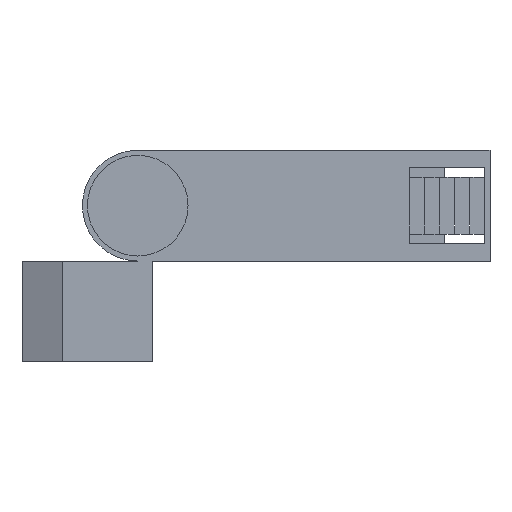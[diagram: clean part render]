
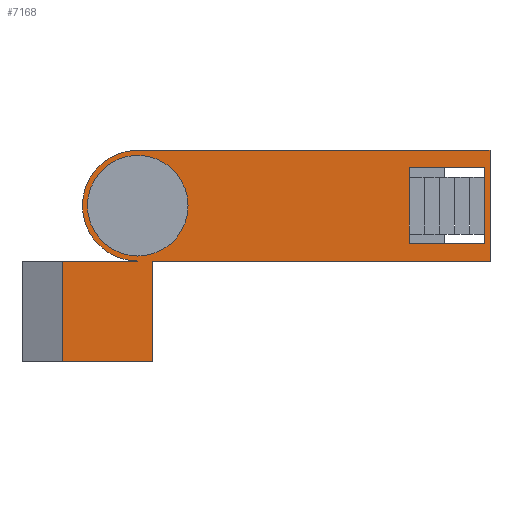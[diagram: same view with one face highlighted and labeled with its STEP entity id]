
A CAD part, front view. The second image highlights one B-rep face of the part: STEP entity #7168.
In plain terms, the highlighted planar face has unit normal (0, -1, 0).
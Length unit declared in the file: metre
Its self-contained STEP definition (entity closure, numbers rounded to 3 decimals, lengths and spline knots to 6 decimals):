
#97 = CARTESIAN_POINT ( 'NONE',  ( 7., 1., 1.1 ) ) ;
#295 = DIRECTION ( 'NONE',  ( 0., 1., 0. ) ) ;
#320 = AXIS2_PLACEMENT_3D ( 'NONE', #8871, #888, #8178 ) ;
#338 = ORIENTED_EDGE ( 'NONE', *, *, #2941, .T. ) ;
#339 = AXIS2_PLACEMENT_3D ( 'NONE', #9920, #3628, #6259 ) ;
#362 = CIRCLE ( 'NONE', #2034, 1. ) ;
#383 = CARTESIAN_POINT ( 'NONE',  ( 0., 1., -1. ) ) ;
#443 = VERTEX_POINT ( 'NONE', #9134 ) ;
#491 = LINE ( 'NONE', #7675, #4772 ) ;
#499 = VECTOR ( 'NONE', #8097, 1. ) ;
#679 = VERTEX_POINT ( 'NONE', #3286 ) ;
#775 = DIRECTION ( 'NONE',  ( 1., 0., 0. ) ) ;
#807 = EDGE_LOOP ( 'NONE', ( #5289, #1215, #9168, #7478 ) ) ;
#871 = EDGE_CURVE ( 'NONE', #6377, #10483, #9877, .T. ) ;
#888 = DIRECTION ( 'NONE',  ( 0., 1., 0. ) ) ;
#919 = VECTOR ( 'NONE', #8048, 1. ) ;
#1104 = EDGE_CURVE ( 'NONE', #443, #6377, #11256, .T. ) ;
#1215 = ORIENTED_EDGE ( 'NONE', *, *, #1104, .T. ) ;
#1565 = CARTESIAN_POINT ( 'NONE',  ( 0., 1., 1. ) ) ;
#1621 = VECTOR ( 'NONE', #775, 1. ) ;
#1702 = LINE ( 'NONE', #10621, #10565 ) ;
#1754 = DIRECTION ( 'NONE',  ( 0., 0., -1. ) ) ;
#1795 = LINE ( 'NONE', #8978, #499 ) ;
#1888 = CARTESIAN_POINT ( 'NONE',  ( 5.4, 1., 0.75 ) ) ;
#1930 = PLANE ( 'NONE',  #8896 ) ;
#1975 = ORIENTED_EDGE ( 'NONE', *, *, #7434, .F. ) ;
#1993 = ORIENTED_EDGE ( 'NONE', *, *, #11105, .T. ) ;
#1996 = CARTESIAN_POINT ( 'NONE',  ( 0.3, 1., -1.1 ) ) ;
#2034 = AXIS2_PLACEMENT_3D ( 'NONE', #7514, #7400, #11061 ) ;
#2143 = ORIENTED_EDGE ( 'NONE', *, *, #6556, .T. ) ;
#2149 = VERTEX_POINT ( 'NONE', #4747 ) ;
#2373 = VECTOR ( 'NONE', #10489, 1. ) ;
#2484 = DIRECTION ( 'NONE',  ( -1., 0., 0. ) ) ;
#2486 = VERTEX_POINT ( 'NONE', #10797 ) ;
#2506 = CARTESIAN_POINT ( 'NONE',  ( 0., 1., 1.1 ) ) ;
#2660 = VERTEX_POINT ( 'NONE', #2506 ) ;
#2799 = EDGE_CURVE ( 'NONE', #6243, #9327, #11372, .T. ) ;
#2941 = EDGE_CURVE ( 'NONE', #9070, #5138, #362, .T. ) ;
#3195 = ORIENTED_EDGE ( 'NONE', *, *, #11152, .T. ) ;
#3234 = DIRECTION ( 'NONE',  ( -1., 0., 0. ) ) ;
#3286 = CARTESIAN_POINT ( 'NONE',  ( -1.5, 1., -3.1 ) ) ;
#3628 = DIRECTION ( 'NONE',  ( 0., 1., 0. ) ) ;
#3688 = FACE_BOUND ( 'NONE', #3713, .T. ) ;
#3706 = VECTOR ( 'NONE', #9048, 1. ) ;
#3713 = EDGE_LOOP ( 'NONE', ( #1993, #338 ) ) ;
#3886 = CARTESIAN_POINT ( 'NONE',  ( 6.9, 1., 0.75 ) ) ;
#3915 = FACE_BOUND ( 'NONE', #807, .T. ) ;
#4126 = LINE ( 'NONE', #8734, #5351 ) ;
#4266 = CARTESIAN_POINT ( 'NONE',  ( 0.3, 1., -3.1 ) ) ;
#4747 = CARTESIAN_POINT ( 'NONE',  ( 6.9, 1., 0.75 ) ) ;
#4772 = VECTOR ( 'NONE', #3234, 1. ) ;
#4857 = ORIENTED_EDGE ( 'NONE', *, *, #4879, .F. ) ;
#4879 = EDGE_CURVE ( 'NONE', #9327, #8478, #4126, .T. ) ;
#5138 = VERTEX_POINT ( 'NONE', #383 ) ;
#5289 = ORIENTED_EDGE ( 'NONE', *, *, #9286, .T. ) ;
#5351 = VECTOR ( 'NONE', #2484, 1. ) ;
#5482 = DIRECTION ( 'NONE',  ( 0., 0., -1. ) ) ;
#5498 = CARTESIAN_POINT ( 'NONE',  ( -1.5, 1., -1.1 ) ) ;
#6243 = VERTEX_POINT ( 'NONE', #97 ) ;
#6259 = DIRECTION ( 'NONE',  ( 0., 0., 1. ) ) ;
#6377 = VERTEX_POINT ( 'NONE', #9244 ) ;
#6556 = EDGE_CURVE ( 'NONE', #10168, #8619, #491, .T. ) ;
#6960 = CARTESIAN_POINT ( 'NONE',  ( 5.4, 1., -0.75 ) ) ;
#7017 = VECTOR ( 'NONE', #9005, 1. ) ;
#7117 = LINE ( 'NONE', #4266, #2373 ) ;
#7166 = ORIENTED_EDGE ( 'NONE', *, *, #9912, .F. ) ;
#7168 = ADVANCED_FACE ( 'NONE', ( #3688, #10142, #3915 ), #1930, .F. ) ;
#7236 = LINE ( 'NONE', #3886, #9618 ) ;
#7252 = DIRECTION ( 'NONE',  ( 0., 0., 1. ) ) ;
#7400 = DIRECTION ( 'NONE',  ( 0., 1., 0. ) ) ;
#7434 = EDGE_CURVE ( 'NONE', #2486, #679, #7117, .T. ) ;
#7474 = CARTESIAN_POINT ( 'NONE',  ( 0., 1., 0. ) ) ;
#7478 = ORIENTED_EDGE ( 'NONE', *, *, #9788, .T. ) ;
#7514 = CARTESIAN_POINT ( 'NONE',  ( 0., 1., 0. ) ) ;
#7649 = CARTESIAN_POINT ( 'NONE',  ( 0., 1., -1.1 ) ) ;
#7675 = CARTESIAN_POINT ( 'NONE',  ( 0.3, 1., -1.1 ) ) ;
#7871 = VECTOR ( 'NONE', #10500, 1. ) ;
#8048 = DIRECTION ( 'NONE',  ( 0., 0., -1. ) ) ;
#8097 = DIRECTION ( 'NONE',  ( 1., 0., 0. ) ) ;
#8167 = CARTESIAN_POINT ( 'NONE',  ( 7., 1., 1.1 ) ) ;
#8178 = DIRECTION ( 'NONE',  ( 0., 0., 1. ) ) ;
#8378 = CARTESIAN_POINT ( 'NONE',  ( 7., 1., -1.1 ) ) ;
#8478 = VERTEX_POINT ( 'NONE', #1996 ) ;
#8539 = CARTESIAN_POINT ( 'NONE',  ( 5.4, 1., 0.75 ) ) ;
#8544 = CIRCLE ( 'NONE', #339, 1. ) ;
#8588 = EDGE_LOOP ( 'NONE', ( #10855, #2143, #3195, #1975, #7166, #4857, #9767, #10127 ) ) ;
#8619 = VERTEX_POINT ( 'NONE', #11202 ) ;
#8734 = CARTESIAN_POINT ( 'NONE',  ( 7., 1., -1.1 ) ) ;
#8871 = CARTESIAN_POINT ( 'NONE',  ( 0., 1., 0. ) ) ;
#8896 = AXIS2_PLACEMENT_3D ( 'NONE', #7474, #295, #7252 ) ;
#8978 = CARTESIAN_POINT ( 'NONE',  ( 7., 1., 1.1 ) ) ;
#9005 = DIRECTION ( 'NONE',  ( 0., 0., 1. ) ) ;
#9034 = CARTESIAN_POINT ( 'NONE',  ( 5.4, 1., 0.75 ) ) ;
#9048 = DIRECTION ( 'NONE',  ( 0., 0., -1. ) ) ;
#9070 = VERTEX_POINT ( 'NONE', #1565 ) ;
#9134 = CARTESIAN_POINT ( 'NONE',  ( 6.9, 1., -0.75 ) ) ;
#9168 = ORIENTED_EDGE ( 'NONE', *, *, #871, .T. ) ;
#9179 = EDGE_CURVE ( 'NONE', #2660, #6243, #1795, .T. ) ;
#9244 = CARTESIAN_POINT ( 'NONE',  ( 5.4, 1., -0.75 ) ) ;
#9286 = EDGE_CURVE ( 'NONE', #2149, #443, #7236, .T. ) ;
#9327 = VERTEX_POINT ( 'NONE', #8378 ) ;
#9618 = VECTOR ( 'NONE', #5482, 1. ) ;
#9634 = CIRCLE ( 'NONE', #320, 1.1 ) ;
#9767 = ORIENTED_EDGE ( 'NONE', *, *, #2799, .F. ) ;
#9788 = EDGE_CURVE ( 'NONE', #10483, #2149, #11328, .T. ) ;
#9877 = LINE ( 'NONE', #1888, #7017 ) ;
#9912 = EDGE_CURVE ( 'NONE', #8478, #2486, #1702, .T. ) ;
#9920 = CARTESIAN_POINT ( 'NONE',  ( 0., 1., 0. ) ) ;
#9945 = EDGE_CURVE ( 'NONE', #10168, #2660, #9634, .T. ) ;
#10127 = ORIENTED_EDGE ( 'NONE', *, *, #9179, .F. ) ;
#10142 = FACE_OUTER_BOUND ( 'NONE', #8588, .T. ) ;
#10168 = VERTEX_POINT ( 'NONE', #7649 ) ;
#10483 = VERTEX_POINT ( 'NONE', #9034 ) ;
#10489 = DIRECTION ( 'NONE',  ( -1., 0., 0. ) ) ;
#10500 = DIRECTION ( 'NONE',  ( -1., 0., 0. ) ) ;
#10565 = VECTOR ( 'NONE', #1754, 1. ) ;
#10621 = CARTESIAN_POINT ( 'NONE',  ( 0.3, 1., -3.1 ) ) ;
#10624 = LINE ( 'NONE', #5498, #3706 ) ;
#10797 = CARTESIAN_POINT ( 'NONE',  ( 0.3, 1., -3.1 ) ) ;
#10855 = ORIENTED_EDGE ( 'NONE', *, *, #9945, .F. ) ;
#11061 = DIRECTION ( 'NONE',  ( 0., 0., 1. ) ) ;
#11105 = EDGE_CURVE ( 'NONE', #5138, #9070, #8544, .T. ) ;
#11152 = EDGE_CURVE ( 'NONE', #8619, #679, #10624, .T. ) ;
#11202 = CARTESIAN_POINT ( 'NONE',  ( -1.5, 1., -1.1 ) ) ;
#11256 = LINE ( 'NONE', #6960, #7871 ) ;
#11328 = LINE ( 'NONE', #8539, #1621 ) ;
#11372 = LINE ( 'NONE', #8167, #919 ) ;
